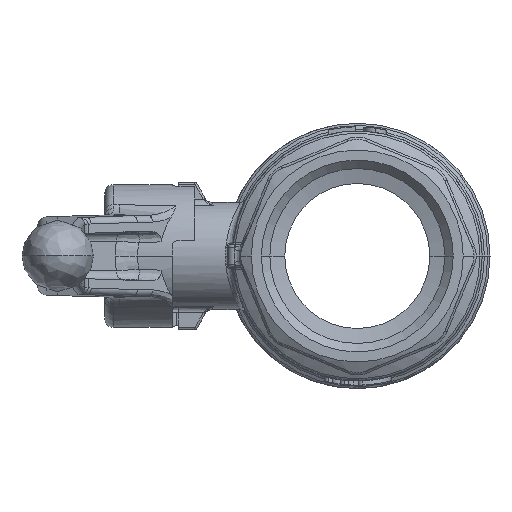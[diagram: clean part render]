
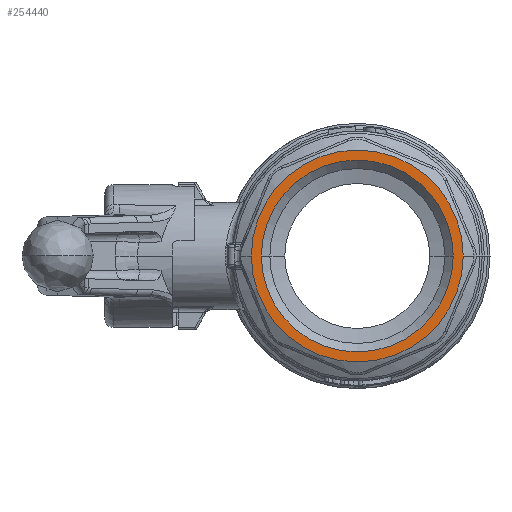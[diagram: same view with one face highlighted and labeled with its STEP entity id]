
A CAD part, left-side view. The second image highlights one B-rep face of the part: STEP entity #254440.
In plain terms, the highlighted planar face has unit normal (-1, 0, 0).
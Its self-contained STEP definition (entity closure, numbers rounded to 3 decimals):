
#253440=CARTESIAN_POINT('',(-48.88,23.75,0.));
#253450=VERTEX_POINT('',#253440);
#253480=CARTESIAN_POINT('',(-48.88,0.,0.));
#253490=DIRECTION('',(1.,-0.,-0.));
#253500=DIRECTION('',(0.,0.,-1.));
#253510=AXIS2_PLACEMENT_3D('',#253480,#253490,#253500);
#253520=CIRCLE('',#253510,23.75);
#253530=CARTESIAN_POINT('',(-48.88,-23.75,0.));
#253540=VERTEX_POINT('',#253530);
#253550=EDGE_CURVE('',#253540,#253450,#253520,.T.);
#254110=CARTESIAN_POINT('',(-48.88,21.5,0.));
#254120=DIRECTION('',(1.,0.,-0.));
#254130=DIRECTION('',(-0.,0.,-1.));
#254140=AXIS2_PLACEMENT_3D('',#254110,#254120,#254130);
#254150=PLANE('',#254140);
#254160=CARTESIAN_POINT('',(-48.88,0.,23.75));
#254170=VERTEX_POINT('',#254160);
#254180=EDGE_CURVE('',#254170,#253540,#253520,.T.);
#254190=ORIENTED_EDGE('',*,*,#254180,.F.);
#254200=ORIENTED_EDGE('',*,*,#253550,.F.);
#254210=EDGE_CURVE('',#253450,#254170,#253520,.T.);
#254220=ORIENTED_EDGE('',*,*,#254210,.F.);
#254230=EDGE_LOOP('',(#254220,#254200,#254190));
#254240=FACE_OUTER_BOUND('',#254230,.T.);
#254250=CARTESIAN_POINT('',(-48.88,0.,0.));
#254260=DIRECTION('',(1.,-0.,-0.));
#254270=DIRECTION('',(0.,0.,-1.));
#254280=AXIS2_PLACEMENT_3D('',#254250,#254260,#254270);
#254290=CIRCLE('',#254280,21.5);
#254300=CARTESIAN_POINT('',(-48.88,-21.5,0.));
#254310=VERTEX_POINT('',#254300);
#254320=CARTESIAN_POINT('',(-48.88,21.5,0.));
#254330=VERTEX_POINT('',#254320);
#254340=EDGE_CURVE('',#254310,#254330,#254290,.T.);
#254350=ORIENTED_EDGE('',*,*,#254340,.T.);
#254360=CARTESIAN_POINT('',(-48.88,0.,21.5));
#254370=VERTEX_POINT('',#254360);
#254380=EDGE_CURVE('',#254370,#254310,#254290,.T.);
#254390=ORIENTED_EDGE('',*,*,#254380,.T.);
#254400=EDGE_CURVE('',#254330,#254370,#254290,.T.);
#254410=ORIENTED_EDGE('',*,*,#254400,.T.);
#254420=EDGE_LOOP('',(#254410,#254390,#254350));
#254430=FACE_BOUND('',#254420,.T.);
#254440=ADVANCED_FACE('',(#254240,#254430),#254150,.F.);
